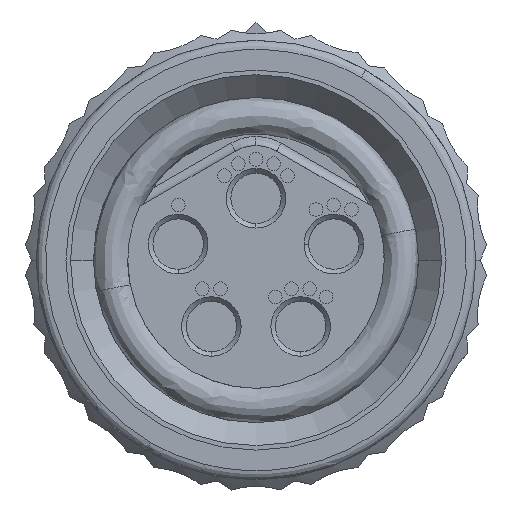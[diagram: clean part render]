
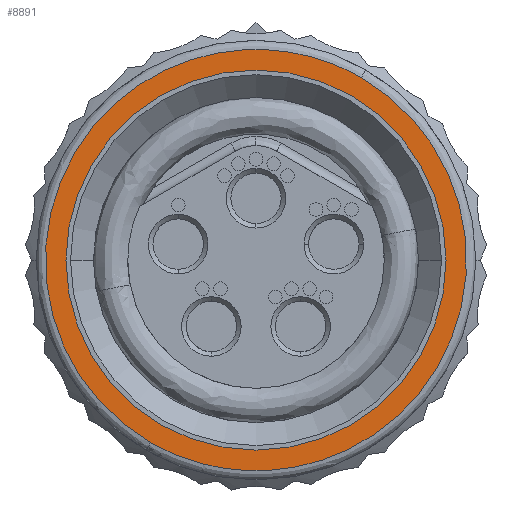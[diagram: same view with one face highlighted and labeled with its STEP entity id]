
A CAD part, front view. The second image highlights one B-rep face of the part: STEP entity #8891.
In plain terms, the highlighted planar face has unit normal (0, -1, 0).
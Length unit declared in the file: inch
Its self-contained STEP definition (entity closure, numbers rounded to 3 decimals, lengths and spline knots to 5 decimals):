
#243 = EDGE_CURVE ( 'NONE', #476, #7561, #2195, .T. ) ;
#476 = VERTEX_POINT ( 'NONE', #1544 ) ;
#521 = CARTESIAN_POINT ( 'NONE',  ( 0.22313, -0.33858, -0.33794 ) ) ;
#542 = DIRECTION ( 'NONE',  ( 0., 0., -1. ) ) ;
#654 = CARTESIAN_POINT ( 'NONE',  ( 0., -0.33858, -0.16339 ) ) ;
#871 = VERTEX_POINT ( 'NONE', #5316 ) ;
#1250 = CARTESIAN_POINT ( 'NONE',  ( 0.09055, -0.33858, 0.15684 ) ) ;
#1345 = CARTESIAN_POINT ( 'NONE',  ( -0.09055, -0.33858, -0.15684 ) ) ;
#1492 = VERTEX_POINT ( 'NONE', #6517 ) ;
#1544 = CARTESIAN_POINT ( 'NONE',  ( 0., -0.33858, 0.16339 ) ) ;
#1628 = DIRECTION ( 'NONE',  ( 0., 0., -1. ) ) ;
#1871 = ORIENTED_EDGE ( 'NONE', *, *, #3511, .T. ) ;
#1959 = AXIS2_PLACEMENT_3D ( 'NONE', #8811, #2365, #1628 ) ;
#2195 = CIRCLE ( 'NONE', #2971, 0.16339 ) ;
#2212 = CARTESIAN_POINT ( 'NONE',  ( 0., -0.33858, 0. ) ) ;
#2365 = DIRECTION ( 'NONE',  ( 0., 1., 0. ) ) ;
#2971 = AXIS2_PLACEMENT_3D ( 'NONE', #2212, #8003, #542 ) ;
#2998 = AXIS2_PLACEMENT_3D ( 'NONE', #6483, #4917, #3376 ) ;
#3376 = DIRECTION ( 'NONE',  ( 0., 0., -1. ) ) ;
#3511 = EDGE_CURVE ( 'NONE', #7561, #476, #6928, .T. ) ;
#3666 =( BOUNDED_CURVE ( )  B_SPLINE_CURVE ( 3, ( #9226, #7569, #4537, #7526 ),
 .UNSPECIFIED., .F., .F. ) 
 B_SPLINE_CURVE_WITH_KNOTS ( ( 4, 4 ),
 ( 0.25, 0.75 ),
 .UNSPECIFIED. ) 
 CURVE ( )  GEOMETRIC_REPRESENTATION_ITEM ( )  RATIONAL_B_SPLINE_CURVE ( ( 1., 0.333, 0.333, 1. ) ) 
 REPRESENTATION_ITEM ( '' )  );
#3938 = ORIENTED_EDGE ( 'NONE', *, *, #243, .T. ) ;
#4537 = CARTESIAN_POINT ( 'NONE',  ( -0.22313, -0.33858, 0.33794 ) ) ;
#4540 = EDGE_LOOP ( 'NONE', ( #1871, #3938 ) ) ;
#4790 = ORIENTED_EDGE ( 'NONE', *, *, #9121, .F. ) ;
#4917 = DIRECTION ( 'NONE',  ( 0., -1., 0. ) ) ;
#5316 = CARTESIAN_POINT ( 'NONE',  ( 0.09055, -0.33858, 0.15684 ) ) ;
#5702 = FACE_BOUND ( 'NONE', #4540, .T. ) ;
#6322 =( BOUNDED_CURVE ( )  B_SPLINE_CURVE ( 3, ( #1250, #9451, #521, #1345 ),
 .UNSPECIFIED., .F., .T. ) 
 B_SPLINE_CURVE_WITH_KNOTS ( ( 4, 4 ),
 ( 0.75, 1.25 ),
 .UNSPECIFIED. ) 
 CURVE ( )  GEOMETRIC_REPRESENTATION_ITEM ( )  RATIONAL_B_SPLINE_CURVE ( ( 1., 0.333, 0.333, 1. ) ) 
 REPRESENTATION_ITEM ( '' )  );
#6436 = FACE_OUTER_BOUND ( 'NONE', #7884, .T. ) ;
#6483 = CARTESIAN_POINT ( 'NONE',  ( 0.15258, -0.33858, -0.08809 ) ) ;
#6517 = CARTESIAN_POINT ( 'NONE',  ( -0.09055, -0.33858, -0.15684 ) ) ;
#6928 = CIRCLE ( 'NONE', #1959, 0.16339 ) ;
#7145 = EDGE_CURVE ( 'NONE', #871, #1492, #6322, .T. ) ;
#7526 = CARTESIAN_POINT ( 'NONE',  ( 0.09055, -0.33858, 0.15684 ) ) ;
#7561 = VERTEX_POINT ( 'NONE', #654 ) ;
#7569 = CARTESIAN_POINT ( 'NONE',  ( -0.40423, -0.33858, 0.02426 ) ) ;
#7884 = EDGE_LOOP ( 'NONE', ( #4790, #8237 ) ) ;
#8003 = DIRECTION ( 'NONE',  ( 0., 1., 0. ) ) ;
#8237 = ORIENTED_EDGE ( 'NONE', *, *, #7145, .F. ) ;
#8811 = CARTESIAN_POINT ( 'NONE',  ( 0., -0.33858, 0. ) ) ;
#8891 = ADVANCED_FACE ( 'NONE', ( #5702, #6436 ), #9480, .T. ) ;
#9121 = EDGE_CURVE ( 'NONE', #1492, #871, #3666, .T. ) ;
#9226 = CARTESIAN_POINT ( 'NONE',  ( -0.09055, -0.33858, -0.15684 ) ) ;
#9451 = CARTESIAN_POINT ( 'NONE',  ( 0.40423, -0.33858, -0.02426 ) ) ;
#9480 = PLANE ( 'NONE',  #2998 ) ;
